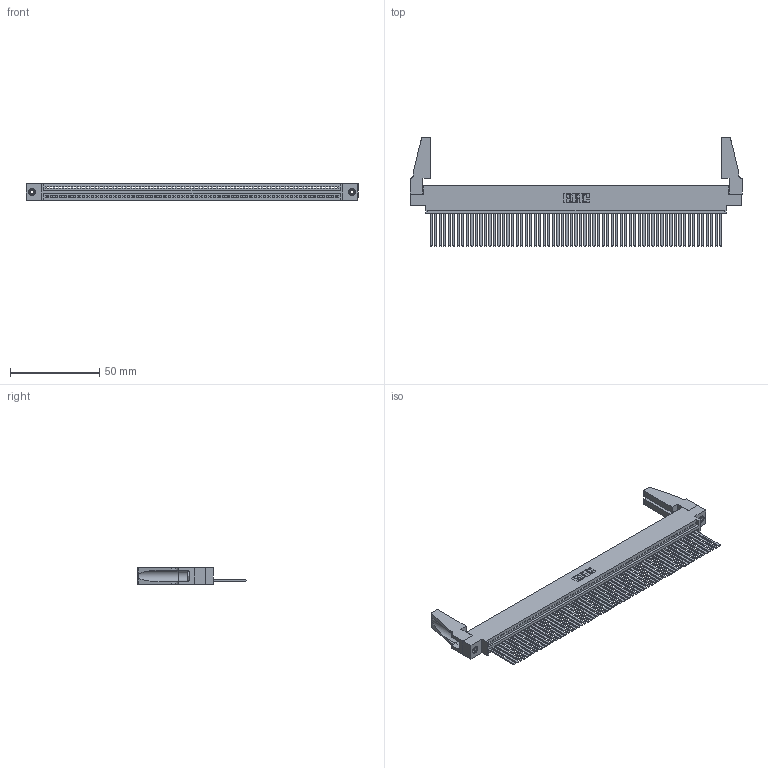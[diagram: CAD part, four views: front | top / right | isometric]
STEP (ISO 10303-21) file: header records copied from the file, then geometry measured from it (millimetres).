
FILE_DESCRIPTION (( 'STEP AP203' ), '1' );
FILE_NAME ('395-065-544-688.STEP', '2019-10-25T06:30:20', ( '' ), ( '' ), 'SwSTEP 2.0', 'SolidWorks 2016', '' );
FILE_SCHEMA (( 'CONFIG_CONTROL_DESIGN' ));
Length unit declared in the file: inch
Products named in the file (5): 345-250-001_345-250-001-102; 395-065-544-688; 345 Part_0.170 Offset - 0.156 Dia-TH; 345-220-078_345-220-088; 345-292-001_345-293-144
Assembly tree (70 placements, depth 2):
  395-065-544-688
    345 Part_0.170 Offset - 0.156 Dia-TH
    345-292-001_345-293-144  x65
    345-250-001_345-250-001-102  x2
    345-220-078_345-220-088  x2
Bounding box: 186.33 x 61.14 x 9.4 mm (x, y, z)
Volume: 21778.5 mm3; surface area: 30447.8 mm2
Topology: 70 solids, 70 shells, 3634 faces, 10937 edges, 7194 vertices
Faces by surface type: plane 2496, cylinder 1122, cone 12, torus 4
Entity records: 47920 total; most frequent: CARTESIAN_POINT 8289, ORIENTED_EDGE 8248, DIRECTION 7210, EDGE_CURVE 4124, VECTOR 3694, LINE 3694, VERTEX_POINT 2742, AXIS2_PLACEMENT_3D 1758
